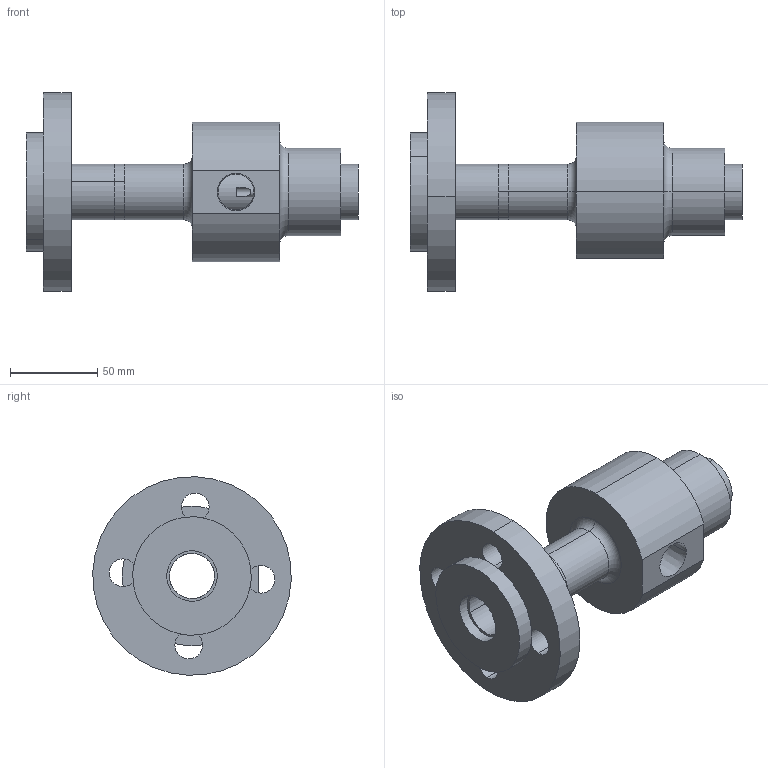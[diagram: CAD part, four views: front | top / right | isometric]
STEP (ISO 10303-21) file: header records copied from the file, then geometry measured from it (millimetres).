
FILE_DESCRIPTION (( 'STEP AP203' ), '1' );
FILE_NAME ('--7861211.STEP', '2015-03-20T18:54:33', ( 'enduser' ), ( '' ), 'SwSTEP 2.0', 'SolidWorks 2014', '' );
FILE_SCHEMA (( 'CONFIG_CONTROL_DESIGN' ));
Length unit declared in the file: inch
Products named in the file (1): --7861211
Bounding box: 190.5 x 113.87 x 113.87 mm (x, y, z)
Surface area: 92970.1 mm2 (no closed solid volume)
Topology: 0 solids, 5 shells, 59 faces, 146 edges, 96 vertices
Faces by surface type: cylinder 37, plane 12, torus 8, cone 2
Entity records: 1979 total; most frequent: CARTESIAN_POINT 395, DIRECTION 360, ORIENTED_EDGE 274, AXIS2_PLACEMENT_3D 159, EDGE_CURVE 146, CIRCLE 99, VERTEX_POINT 96, EDGE_LOOP 78
